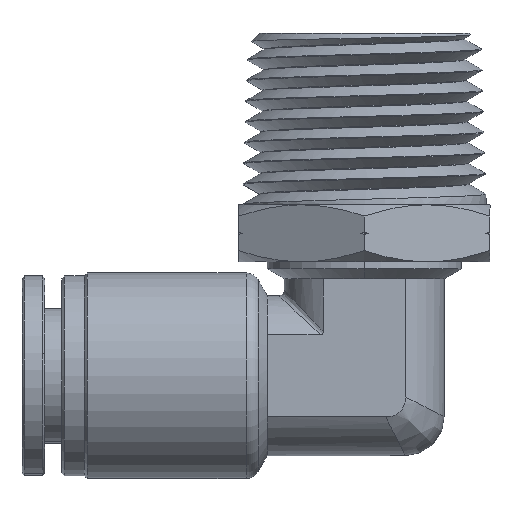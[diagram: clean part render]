
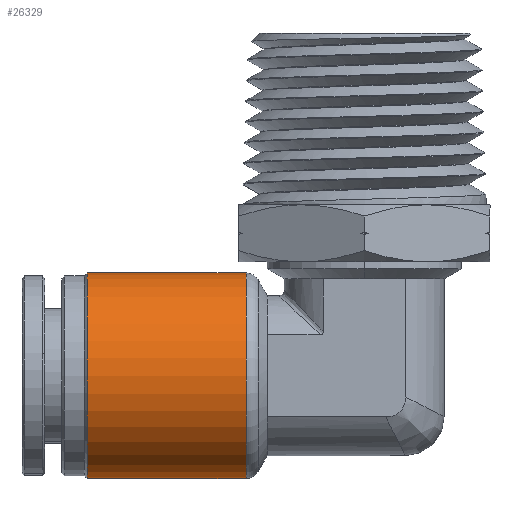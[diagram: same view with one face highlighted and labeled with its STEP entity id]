
A CAD part, left-side view. The second image highlights one B-rep face of the part: STEP entity #26329.
In plain terms, the highlighted cylindrical face has radius 9 mm (diameter 18 mm), a partial arc.
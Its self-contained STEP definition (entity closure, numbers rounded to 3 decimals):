
#1264 = CYLINDRICAL_SURFACE ( 'NONE', #28717, 9. ) ;
#1384 = CIRCLE ( 'NONE', #11308, 9. ) ;
#3739 = ORIENTED_EDGE ( 'NONE', *, *, #20076, .T. ) ;
#4137 = EDGE_CURVE ( 'NONE', #9171, #19661, #6854, .T. ) ;
#4798 = DIRECTION ( 'NONE',  ( 0., 1., 0. ) ) ;
#5257 = CARTESIAN_POINT ( 'NONE',  ( 0., 12.8, 0. ) ) ;
#6292 = CARTESIAN_POINT ( 'NONE',  ( 0., 12.8, -9. ) ) ;
#6854 = CIRCLE ( 'NONE', #20517, 9. ) ;
#8278 = ORIENTED_EDGE ( 'NONE', *, *, #14068, .T. ) ;
#9171 = VERTEX_POINT ( 'NONE', #10393 ) ;
#9931 = DIRECTION ( 'NONE',  ( 0., -1., 0. ) ) ;
#10393 = CARTESIAN_POINT ( 'NONE',  ( 0., 12.55, 9. ) ) ;
#10804 = DIRECTION ( 'NONE',  ( 0., -1., 0. ) ) ;
#10991 = DIRECTION ( 'NONE',  ( 0., -1., 0. ) ) ;
#11308 = AXIS2_PLACEMENT_3D ( 'NONE', #18896, #4798, #21277 ) ;
#12519 = VERTEX_POINT ( 'NONE', #22003 ) ;
#13921 = DIRECTION ( 'NONE',  ( 0., -1., 0. ) ) ;
#14068 = EDGE_CURVE ( 'NONE', #19661, #12519, #17867, .T. ) ;
#15978 = FACE_OUTER_BOUND ( 'NONE', #20476, .T. ) ;
#17867 = LINE ( 'NONE', #6292, #24170 ) ;
#17966 = EDGE_CURVE ( 'NONE', #9171, #25532, #25504, .T. ) ;
#18896 = CARTESIAN_POINT ( 'NONE',  ( 0., -1.352, 0. ) ) ;
#19265 = VECTOR ( 'NONE', #10804, 1000. ) ;
#19472 = DIRECTION ( 'NONE',  ( 0., 0., -1. ) ) ;
#19661 = VERTEX_POINT ( 'NONE', #21613 ) ;
#20076 = EDGE_CURVE ( 'NONE', #12519, #25532, #1384, .T. ) ;
#20240 = ORIENTED_EDGE ( 'NONE', *, *, #4137, .T. ) ;
#20476 = EDGE_LOOP ( 'NONE', ( #21377, #20240, #8278, #3739 ) ) ;
#20517 = AXIS2_PLACEMENT_3D ( 'NONE', #28023, #13921, #30409 ) ;
#20755 = CARTESIAN_POINT ( 'NONE',  ( 0., -1.352, 9. ) ) ;
#21277 = DIRECTION ( 'NONE',  ( 0., 0., -1. ) ) ;
#21377 = ORIENTED_EDGE ( 'NONE', *, *, #17966, .F. ) ;
#21613 = CARTESIAN_POINT ( 'NONE',  ( 0., 12.55, -9. ) ) ;
#22003 = CARTESIAN_POINT ( 'NONE',  ( 0., -1.352, -9. ) ) ;
#22606 = CARTESIAN_POINT ( 'NONE',  ( 0., 12.8, 9. ) ) ;
#24170 = VECTOR ( 'NONE', #10991, 1000. ) ;
#25504 = LINE ( 'NONE', #22606, #19265 ) ;
#25532 = VERTEX_POINT ( 'NONE', #20755 ) ;
#26329 = ADVANCED_FACE ( 'NONE', ( #15978 ), #1264, .T. ) ;
#28023 = CARTESIAN_POINT ( 'NONE',  ( 0., 12.55, 0. ) ) ;
#28717 = AXIS2_PLACEMENT_3D ( 'NONE', #5257, #9931, #19472 ) ;
#30409 = DIRECTION ( 'NONE',  ( 0., 0., 1. ) ) ;
